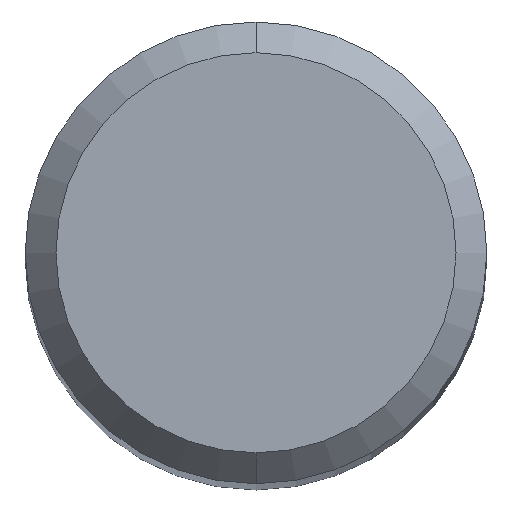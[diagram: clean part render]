
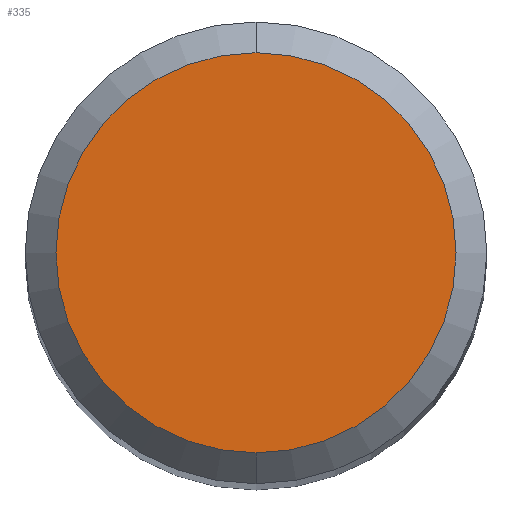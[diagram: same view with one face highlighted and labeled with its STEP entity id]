
A CAD part, top view. The second image highlights one B-rep face of the part: STEP entity #335.
In plain terms, the highlighted planar face has unit normal (0, 0, 1).
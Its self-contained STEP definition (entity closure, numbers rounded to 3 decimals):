
#261=VERTEX_POINT('',#580);
#299=VERTEX_POINT('',#621);
#335=ADVANCED_FACE('',(#659),#660,.T.);
#367=EDGE_CURVE('',#261,#299,#694,.T.);
#401=EDGE_CURVE('',#299,#261,#732,.T.);
#580=CARTESIAN_POINT('',(0.0,2.6,0.0));
#621=CARTESIAN_POINT('',(0.,-2.6,0.0));
#659=FACE_OUTER_BOUND('',#1135,.T.);
#660=PLANE('',#1136);
#694=CIRCLE('',#1211,2.6);
#732=CIRCLE('',#1275,2.6);
#1135=EDGE_LOOP('',(#1647,#1648));
#1136=AXIS2_PLACEMENT_3D('',#1649,#1650,#1651);
#1211=AXIS2_PLACEMENT_3D('',#1679,#1680,#1681);
#1275=AXIS2_PLACEMENT_3D('',#1723,#1724,#1725);
#1647=ORIENTED_EDGE('',*,*,#367,.F.);
#1648=ORIENTED_EDGE('',*,*,#401,.F.);
#1649=CARTESIAN_POINT('',(0.0,1.3,0.0));
#1650=DIRECTION('',(-0.0,0.0,1.0));
#1651=DIRECTION('',(0.0,-1.0,0.0));
#1679=CARTESIAN_POINT('',(0.0,0.0,0.0));
#1680=DIRECTION('',(0.0,0.0,-1.0));
#1681=DIRECTION('',(0.0,1.0,0.0));
#1723=CARTESIAN_POINT('',(0.0,0.0,0.0));
#1724=DIRECTION('',(0.0,0.0,-1.0));
#1725=DIRECTION('',(0.0,1.0,0.0));
